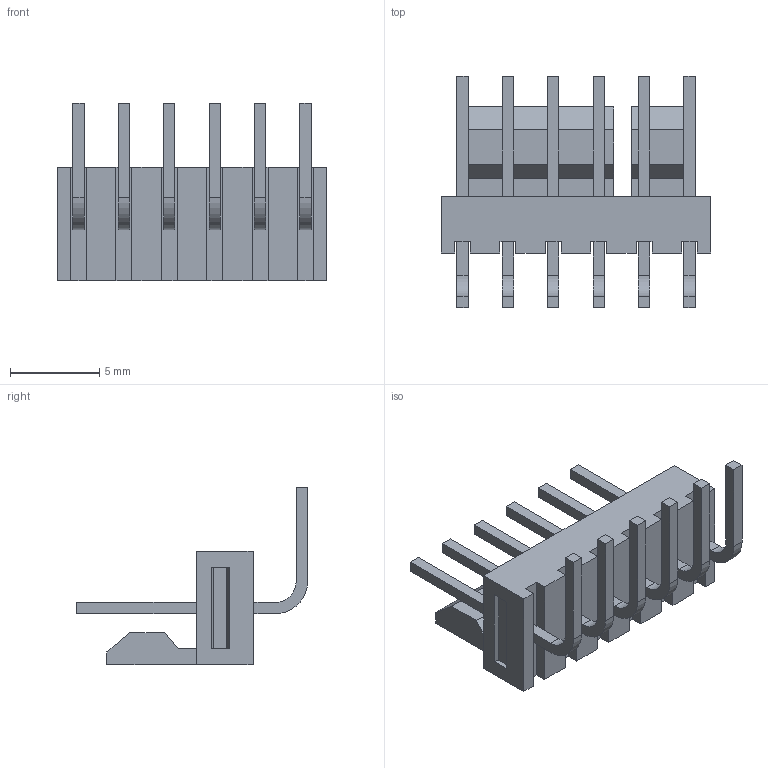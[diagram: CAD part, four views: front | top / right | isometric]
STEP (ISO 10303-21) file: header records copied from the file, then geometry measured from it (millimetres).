
FILE_DESCRIPTION(('STEP AP242'),'1');
FILE_NAME('0022053061.stp','2024-11-03T18:03:43',('TraceParts'),('TraceParts S.A.'),'Spatial InterOp 3D',' ',' ');
FILE_SCHEMA(('AP242_MANAGED_MODEL_BASED_3D_ENGINEERING_MIM_LF {1 0 10303 442 1 1 4}'));
Length unit declared in the file: millimetre
Products named in the file (1): 0022053061_1
Bounding box: 15.09 x 12.93 x 9.93 mm (x, y, z)
Volume: 401.8 mm3; surface area: 772.3 mm2
Topology: 1 solids, 1 shells, 138 faces, 378 edges, 268 vertices
Faces by surface type: plane 126, cylinder 12
Entity records: 4332 total; most frequent: CARTESIAN_POINT 762, ORIENTED_EDGE 732, DIRECTION 694, EDGE_CURVE 366, LINE 342, VECTOR 342, VERTEX_POINT 244, AXIS2_PLACEMENT_3D 176
